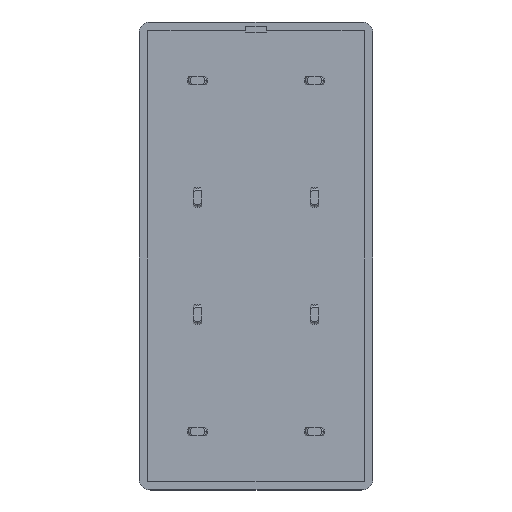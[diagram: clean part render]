
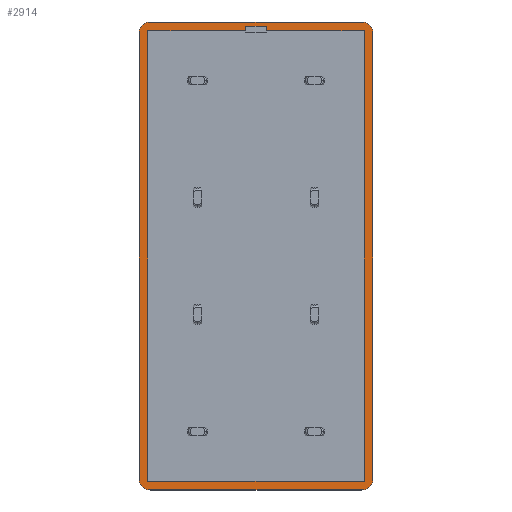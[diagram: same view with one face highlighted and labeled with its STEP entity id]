
A CAD part, top view. The second image highlights one B-rep face of the part: STEP entity #2914.
In plain terms, the highlighted planar face has unit normal (0, 0, 1).
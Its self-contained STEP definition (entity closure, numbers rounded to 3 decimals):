
#8 = ORIENTED_EDGE ( 'NONE', *, *, #1825, .F. ) ;
#63 = DIRECTION ( 'NONE',  ( -1., 0., 0. ) ) ;
#111 = VERTEX_POINT ( 'NONE', #1974 ) ;
#116 = CARTESIAN_POINT ( 'NONE',  ( -37., -77., 4. ) ) ;
#129 = DIRECTION ( 'NONE',  ( 0., 0., -1. ) ) ;
#171 = VECTOR ( 'NONE', #1858, 1000. ) ;
#173 = CIRCLE ( 'NONE', #3034, 4. ) ;
#223 = VERTEX_POINT ( 'NONE', #580 ) ;
#305 = VECTOR ( 'NONE', #1637, 1000. ) ;
#337 = LINE ( 'NONE', #3665, #1394 ) ;
#352 = CARTESIAN_POINT ( 'NONE',  ( -36., 77., 4. ) ) ;
#358 = EDGE_CURVE ( 'NONE', #223, #2546, #3914, .T. ) ;
#384 = LINE ( 'NONE', #2695, #2298 ) ;
#400 = CARTESIAN_POINT ( 'NONE',  ( -36., 76., 4. ) ) ;
#455 = CARTESIAN_POINT ( 'NONE',  ( 3.5, 76.5, 4. ) ) ;
#511 = EDGE_CURVE ( 'NONE', #835, #2243, #4005, .T. ) ;
#534 = ORIENTED_EDGE ( 'NONE', *, *, #3831, .F. ) ;
#556 = ORIENTED_EDGE ( 'NONE', *, *, #1742, .F. ) ;
#580 = CARTESIAN_POINT ( 'NONE',  ( 36., -80., 4. ) ) ;
#600 = CARTESIAN_POINT ( 'NONE',  ( 36., -76., 4. ) ) ;
#630 = VERTEX_POINT ( 'NONE', #1294 ) ;
#636 = EDGE_CURVE ( 'NONE', #2243, #2105, #1981, .T. ) ;
#646 = CARTESIAN_POINT ( 'NONE',  ( 40., -76., 4. ) ) ;
#686 = ORIENTED_EDGE ( 'NONE', *, *, #1911, .F. ) ;
#724 = VERTEX_POINT ( 'NONE', #932 ) ;
#735 = FACE_OUTER_BOUND ( 'NONE', #3610, .T. ) ;
#771 = EDGE_CURVE ( 'NONE', #873, #2133, #2958, .T. ) ;
#806 = VERTEX_POINT ( 'NONE', #1874 ) ;
#815 = CARTESIAN_POINT ( 'NONE',  ( -36., 76., 4. ) ) ;
#835 = VERTEX_POINT ( 'NONE', #2584 ) ;
#873 = VERTEX_POINT ( 'NONE', #1273 ) ;
#932 = CARTESIAN_POINT ( 'NONE',  ( 37., 77., 4. ) ) ;
#942 = CIRCLE ( 'NONE', #1078, 4. ) ;
#1036 = CARTESIAN_POINT ( 'NONE',  ( -36., -80., 4. ) ) ;
#1058 = VECTOR ( 'NONE', #2495, 1000. ) ;
#1078 = AXIS2_PLACEMENT_3D ( 'NONE', #4041, #2703, #2051 ) ;
#1117 = VERTEX_POINT ( 'NONE', #3194 ) ;
#1144 = VECTOR ( 'NONE', #1284, 1000. ) ;
#1184 = CARTESIAN_POINT ( 'NONE',  ( 37., 76., 4. ) ) ;
#1187 = CARTESIAN_POINT ( 'NONE',  ( 36., 76., 4. ) ) ;
#1256 = CARTESIAN_POINT ( 'NONE',  ( -3.5, 78.5, 4. ) ) ;
#1271 = VERTEX_POINT ( 'NONE', #646 ) ;
#1273 = CARTESIAN_POINT ( 'NONE',  ( 36., 80., 4. ) ) ;
#1284 = DIRECTION ( 'NONE',  ( 0., -1., 0. ) ) ;
#1294 = CARTESIAN_POINT ( 'NONE',  ( -36., 80., 4. ) ) ;
#1372 = ORIENTED_EDGE ( 'NONE', *, *, #3283, .F. ) ;
#1374 = EDGE_CURVE ( 'NONE', #3285, #1117, #2771, .T. ) ;
#1394 = VECTOR ( 'NONE', #63, 1000. ) ;
#1404 = DIRECTION ( 'NONE',  ( 0., 1., 0. ) ) ;
#1419 = DIRECTION ( 'NONE',  ( 1., 0., 0. ) ) ;
#1458 = EDGE_CURVE ( 'NONE', #1117, #724, #1505, .T. ) ;
#1491 = DIRECTION ( 'NONE',  ( 0., 0., -1. ) ) ;
#1505 = LINE ( 'NONE', #1184, #1058 ) ;
#1555 = VERTEX_POINT ( 'NONE', #2698 ) ;
#1611 = ORIENTED_EDGE ( 'NONE', *, *, #3517, .F. ) ;
#1635 = ORIENTED_EDGE ( 'NONE', *, *, #3585, .F. ) ;
#1637 = DIRECTION ( 'NONE',  ( -1., 0., 0. ) ) ;
#1702 = CARTESIAN_POINT ( 'NONE',  ( 36., -80., 4. ) ) ;
#1740 = AXIS2_PLACEMENT_3D ( 'NONE', #400, #3005, #2636 ) ;
#1742 = EDGE_CURVE ( 'NONE', #3534, #3285, #2608, .T. ) ;
#1825 = EDGE_CURVE ( 'NONE', #724, #835, #337, .T. ) ;
#1858 = DIRECTION ( 'NONE',  ( 1., 0., 0. ) ) ;
#1874 = CARTESIAN_POINT ( 'NONE',  ( -40., 76., 4. ) ) ;
#1900 = ORIENTED_EDGE ( 'NONE', *, *, #771, .F. ) ;
#1911 = EDGE_CURVE ( 'NONE', #2133, #1271, #3577, .T. ) ;
#1923 = ORIENTED_EDGE ( 'NONE', *, *, #358, .F. ) ;
#1943 = CARTESIAN_POINT ( 'NONE',  ( -37., 76., 4. ) ) ;
#1960 = CARTESIAN_POINT ( 'NONE',  ( -36., 78.5, 4. ) ) ;
#1974 = CARTESIAN_POINT ( 'NONE',  ( -40., -76., 4. ) ) ;
#1981 = LINE ( 'NONE', #1960, #3767 ) ;
#2002 = AXIS2_PLACEMENT_3D ( 'NONE', #1187, #3193, #3791 ) ;
#2051 = DIRECTION ( 'NONE',  ( 0., -1., 0. ) ) ;
#2100 = ORIENTED_EDGE ( 'NONE', *, *, #2162, .F. ) ;
#2105 = VERTEX_POINT ( 'NONE', #1256 ) ;
#2133 = VERTEX_POINT ( 'NONE', #2861 ) ;
#2162 = EDGE_CURVE ( 'NONE', #1271, #223, #2766, .T. ) ;
#2169 = CARTESIAN_POINT ( 'NONE',  ( -36., 80., 4. ) ) ;
#2188 = EDGE_CURVE ( 'NONE', #1555, #3534, #2725, .T. ) ;
#2214 = LINE ( 'NONE', #2169, #171 ) ;
#2243 = VERTEX_POINT ( 'NONE', #3258 ) ;
#2274 = VECTOR ( 'NONE', #1404, 1000. ) ;
#2284 = ORIENTED_EDGE ( 'NONE', *, *, #3120, .F. ) ;
#2298 = VECTOR ( 'NONE', #3973, 1000. ) ;
#2480 = DIRECTION ( 'NONE',  ( 0., -1., 0. ) ) ;
#2495 = DIRECTION ( 'NONE',  ( 0., 1., 0. ) ) ;
#2546 = VERTEX_POINT ( 'NONE', #1036 ) ;
#2584 = CARTESIAN_POINT ( 'NONE',  ( 3.5, 77., 4. ) ) ;
#2608 = LINE ( 'NONE', #1943, #2631 ) ;
#2609 = DIRECTION ( 'NONE',  ( -1., 0., 0. ) ) ;
#2621 = ORIENTED_EDGE ( 'NONE', *, *, #2188, .F. ) ;
#2631 = VECTOR ( 'NONE', #3840, 1000. ) ;
#2636 = DIRECTION ( 'NONE',  ( 0., 1., 0. ) ) ;
#2695 = CARTESIAN_POINT ( 'NONE',  ( -40., -76., 4. ) ) ;
#2698 = CARTESIAN_POINT ( 'NONE',  ( -3.5, 77., 4. ) ) ;
#2703 = DIRECTION ( 'NONE',  ( 0., 0., -1. ) ) ;
#2725 = LINE ( 'NONE', #352, #305 ) ;
#2729 = DIRECTION ( 'NONE',  ( 0., -1., 0. ) ) ;
#2766 = CIRCLE ( 'NONE', #3235, 4. ) ;
#2771 = LINE ( 'NONE', #3697, #4101 ) ;
#2821 = EDGE_LOOP ( 'NONE', ( #3516, #556, #2621, #1611, #2875, #2830, #8, #3178 ) ) ;
#2830 = ORIENTED_EDGE ( 'NONE', *, *, #511, .F. ) ;
#2861 = CARTESIAN_POINT ( 'NONE',  ( 40., 76., 4. ) ) ;
#2875 = ORIENTED_EDGE ( 'NONE', *, *, #636, .F. ) ;
#2909 = CARTESIAN_POINT ( 'NONE',  ( -3.5, 76.5, 4. ) ) ;
#2914 = ADVANCED_FACE ( 'NONE', ( #3022, #735 ), #2988, .F. ) ;
#2953 = VECTOR ( 'NONE', #2609, 1000. ) ;
#2958 = CIRCLE ( 'NONE', #2002, 4. ) ;
#2988 = PLANE ( 'NONE',  #1740 ) ;
#3005 = DIRECTION ( 'NONE',  ( 0., 0., -1. ) ) ;
#3022 = FACE_BOUND ( 'NONE', #2821, .T. ) ;
#3034 = AXIS2_PLACEMENT_3D ( 'NONE', #815, #1491, #2729 ) ;
#3120 = EDGE_CURVE ( 'NONE', #630, #873, #2214, .T. ) ;
#3178 = ORIENTED_EDGE ( 'NONE', *, *, #1458, .F. ) ;
#3193 = DIRECTION ( 'NONE',  ( 0., 0., -1. ) ) ;
#3194 = CARTESIAN_POINT ( 'NONE',  ( 37., -77., 4. ) ) ;
#3223 = LINE ( 'NONE', #2909, #1144 ) ;
#3235 = AXIS2_PLACEMENT_3D ( 'NONE', #600, #129, #4196 ) ;
#3258 = CARTESIAN_POINT ( 'NONE',  ( 3.5, 78.5, 4. ) ) ;
#3276 = DIRECTION ( 'NONE',  ( -1., 0., 0. ) ) ;
#3283 = EDGE_CURVE ( 'NONE', #806, #630, #173, .T. ) ;
#3285 = VERTEX_POINT ( 'NONE', #116 ) ;
#3516 = ORIENTED_EDGE ( 'NONE', *, *, #1374, .F. ) ;
#3517 = EDGE_CURVE ( 'NONE', #2105, #1555, #3223, .T. ) ;
#3534 = VERTEX_POINT ( 'NONE', #4009 ) ;
#3577 = LINE ( 'NONE', #4053, #4174 ) ;
#3585 = EDGE_CURVE ( 'NONE', #111, #806, #384, .T. ) ;
#3610 = EDGE_LOOP ( 'NONE', ( #1923, #2100, #686, #1900, #2284, #1372, #1635, #534 ) ) ;
#3665 = CARTESIAN_POINT ( 'NONE',  ( -36., 77., 4. ) ) ;
#3697 = CARTESIAN_POINT ( 'NONE',  ( -36., -77., 4. ) ) ;
#3767 = VECTOR ( 'NONE', #3276, 1000. ) ;
#3791 = DIRECTION ( 'NONE',  ( 0., -1., 0. ) ) ;
#3831 = EDGE_CURVE ( 'NONE', #2546, #111, #942, .T. ) ;
#3840 = DIRECTION ( 'NONE',  ( 0., -1., 0. ) ) ;
#3914 = LINE ( 'NONE', #1702, #2953 ) ;
#3973 = DIRECTION ( 'NONE',  ( 0., 1., 0. ) ) ;
#4005 = LINE ( 'NONE', #455, #2274 ) ;
#4009 = CARTESIAN_POINT ( 'NONE',  ( -37., 77., 4. ) ) ;
#4041 = CARTESIAN_POINT ( 'NONE',  ( -36., -76., 4. ) ) ;
#4053 = CARTESIAN_POINT ( 'NONE',  ( 40., 76., 4. ) ) ;
#4101 = VECTOR ( 'NONE', #1419, 1000. ) ;
#4174 = VECTOR ( 'NONE', #2480, 1000. ) ;
#4196 = DIRECTION ( 'NONE',  ( 0., -1., 0. ) ) ;
